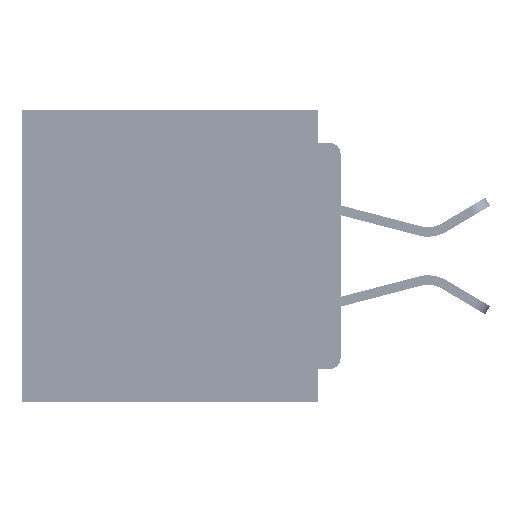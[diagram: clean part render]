
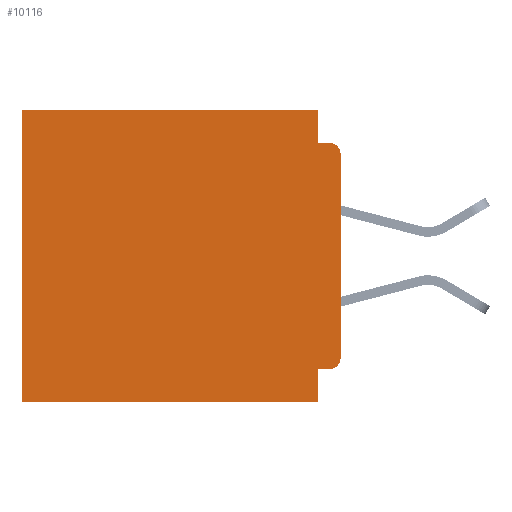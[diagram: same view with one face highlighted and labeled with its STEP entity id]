
A CAD part, left-side view. The second image highlights one B-rep face of the part: STEP entity #10116.
In plain terms, the highlighted planar face has unit normal (-1, 0, 0).
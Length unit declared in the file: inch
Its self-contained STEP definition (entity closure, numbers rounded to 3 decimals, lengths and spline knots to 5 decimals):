
#5063 = EDGE_CURVE ( 'NONE', #43494, #32876, #61936, .T. ) ;
#5794 = EDGE_CURVE ( 'NONE', #43494, #20217, #31354, .T. ) ;
#6838 = CARTESIAN_POINT ( 'NONE',  ( 0.3, 0.015, -0.06 ) ) ;
#7265 = LINE ( 'NONE', #49857, #59011 ) ;
#8307 = AXIS2_PLACEMENT_3D ( 'NONE', #53569, #23665, #58589 ) ;
#9038 = EDGE_LOOP ( 'NONE', ( #14916, #37602, #12223, #42396, #10197, #35809, #62260, #58056, #24885, #44166 ) ) ;
#10116 = ADVANCED_FACE ( 'NONE', ( #35652 ), #27470, .F. ) ;
#10197 = ORIENTED_EDGE ( 'NONE', *, *, #5063, .T. ) ;
#10336 = EDGE_CURVE ( 'NONE', #20217, #22800, #24649, .T. ) ;
#11783 = VERTEX_POINT ( 'NONE', #21004 ) ;
#12005 = DIRECTION ( 'NONE',  ( 0., 0., -1. ) ) ;
#12223 = ORIENTED_EDGE ( 'NONE', *, *, #10336, .F. ) ;
#12436 = CARTESIAN_POINT ( 'NONE',  ( 0.3, 0., -0.34 ) ) ;
#14916 = ORIENTED_EDGE ( 'NONE', *, *, #59808, .F. ) ;
#15455 = LINE ( 'NONE', #21478, #27157 ) ;
#17366 = CARTESIAN_POINT ( 'NONE',  ( 0.3, 0.031, 0. ) ) ;
#19754 = DIRECTION ( 'NONE',  ( 0., 0., -1. ) ) ;
#20217 = VERTEX_POINT ( 'NONE', #28032 ) ;
#21004 = CARTESIAN_POINT ( 'NONE',  ( 0.3, 0., -0.06 ) ) ;
#21038 = DIRECTION ( 'NONE',  ( 0., 0., -1. ) ) ;
#21478 = CARTESIAN_POINT ( 'NONE',  ( 0.3, 0., -0.355 ) ) ;
#22027 = CARTESIAN_POINT ( 'NONE',  ( 0.3, 0.015, -0.355 ) ) ;
#22233 = CARTESIAN_POINT ( 'NONE',  ( 0.3, 0.015, -0.045 ) ) ;
#22799 = CARTESIAN_POINT ( 'NONE',  ( 0.3, 0., -0.4 ) ) ;
#22800 = VERTEX_POINT ( 'NONE', #22233 ) ;
#23585 = EDGE_CURVE ( 'NONE', #36524, #44093, #56160, .T. ) ;
#23665 = DIRECTION ( 'NONE',  ( -1., 0., 0. ) ) ;
#24649 = LINE ( 'NONE', #53673, #26204 ) ;
#24885 = ORIENTED_EDGE ( 'NONE', *, *, #37594, .F. ) ;
#26204 = VECTOR ( 'NONE', #33836, 39.37008 ) ;
#26637 = EDGE_CURVE ( 'NONE', #44935, #50553, #7265, .T. ) ;
#27157 = VECTOR ( 'NONE', #36354, 39.37008 ) ;
#27470 = PLANE ( 'NONE',  #41597 ) ;
#27793 = DIRECTION ( 'NONE',  ( 0., 1., 0. ) ) ;
#28032 = CARTESIAN_POINT ( 'NONE',  ( 0.3, 0.031, -0.045 ) ) ;
#29224 = AXIS2_PLACEMENT_3D ( 'NONE', #6838, #41949, #12005 ) ;
#31117 = VECTOR ( 'NONE', #21038, 39.37008 ) ;
#31354 = LINE ( 'NONE', #17366, #43073 ) ;
#32174 = EDGE_CURVE ( 'NONE', #50553, #61028, #50433, .T. ) ;
#32506 = DIRECTION ( 'NONE',  ( 0., 0., -1. ) ) ;
#32876 = VERTEX_POINT ( 'NONE', #43219 ) ;
#33583 = CIRCLE ( 'NONE', #29224, 0.015 ) ;
#33836 = DIRECTION ( 'NONE',  ( 0., -1., 0. ) ) ;
#35652 = FACE_OUTER_BOUND ( 'NONE', #9038, .T. ) ;
#35809 = ORIENTED_EDGE ( 'NONE', *, *, #41891, .T. ) ;
#36354 = DIRECTION ( 'NONE',  ( 0., 1., 0. ) ) ;
#36524 = VERTEX_POINT ( 'NONE', #22027 ) ;
#36703 = CARTESIAN_POINT ( 'NONE',  ( 0.3, 0., 0. ) ) ;
#37152 = VECTOR ( 'NONE', #27793, 39.37008 ) ;
#37594 = EDGE_CURVE ( 'NONE', #36524, #44935, #15455, .T. ) ;
#37602 = ORIENTED_EDGE ( 'NONE', *, *, #58400, .T. ) ;
#39248 = VECTOR ( 'NONE', #19754, 39.37008 ) ;
#41597 = AXIS2_PLACEMENT_3D ( 'NONE', #52373, #62412, #32506 ) ;
#41891 = EDGE_CURVE ( 'NONE', #32876, #61028, #44718, .T. ) ;
#41949 = DIRECTION ( 'NONE',  ( -1., 0., 0. ) ) ;
#42396 = ORIENTED_EDGE ( 'NONE', *, *, #5794, .F. ) ;
#43073 = VECTOR ( 'NONE', #52310, 39.37008 ) ;
#43219 = CARTESIAN_POINT ( 'NONE',  ( 0.3, 0.437, 0. ) ) ;
#43494 = VERTEX_POINT ( 'NONE', #61885 ) ;
#44093 = VERTEX_POINT ( 'NONE', #12436 ) ;
#44166 = ORIENTED_EDGE ( 'NONE', *, *, #23585, .T. ) ;
#44718 = LINE ( 'NONE', #49632, #39248 ) ;
#44767 = CARTESIAN_POINT ( 'NONE',  ( 0.3, 0.031, -0.355 ) ) ;
#44935 = VERTEX_POINT ( 'NONE', #44767 ) ;
#45570 = VECTOR ( 'NONE', #46927, 39.37008 ) ;
#46927 = DIRECTION ( 'NONE',  ( 0., 1., 0. ) ) ;
#49632 = CARTESIAN_POINT ( 'NONE',  ( 0.3, 0.437, -0.4 ) ) ;
#49857 = CARTESIAN_POINT ( 'NONE',  ( 0.3, 0.031, -0.4 ) ) ;
#50433 = LINE ( 'NONE', #22799, #37152 ) ;
#50553 = VERTEX_POINT ( 'NONE', #50762 ) ;
#50762 = CARTESIAN_POINT ( 'NONE',  ( 0.3, 0.031, -0.4 ) ) ;
#50931 = CARTESIAN_POINT ( 'NONE',  ( 0.3, 0., -0.4 ) ) ;
#51438 = CARTESIAN_POINT ( 'NONE',  ( 0.3, 0.437, -0.4 ) ) ;
#52310 = DIRECTION ( 'NONE',  ( 0., 0., -1. ) ) ;
#52373 = CARTESIAN_POINT ( 'NONE',  ( 0.3, 0., -0.4 ) ) ;
#53569 = CARTESIAN_POINT ( 'NONE',  ( 0.3, 0.015, -0.34 ) ) ;
#53673 = CARTESIAN_POINT ( 'NONE',  ( 0.3, 0., -0.045 ) ) ;
#54579 = LINE ( 'NONE', #50931, #31117 ) ;
#56160 = CIRCLE ( 'NONE', #8307, 0.015 ) ;
#58056 = ORIENTED_EDGE ( 'NONE', *, *, #26637, .F. ) ;
#58400 = EDGE_CURVE ( 'NONE', #11783, #22800, #33583, .T. ) ;
#58589 = DIRECTION ( 'NONE',  ( 0., 0., -1. ) ) ;
#59011 = VECTOR ( 'NONE', #64930, 39.37008 ) ;
#59808 = EDGE_CURVE ( 'NONE', #11783, #44093, #54579, .T. ) ;
#61028 = VERTEX_POINT ( 'NONE', #51438 ) ;
#61885 = CARTESIAN_POINT ( 'NONE',  ( 0.3, 0.031, 0. ) ) ;
#61936 = LINE ( 'NONE', #36703, #45570 ) ;
#62260 = ORIENTED_EDGE ( 'NONE', *, *, #32174, .F. ) ;
#62412 = DIRECTION ( 'NONE',  ( 1., 0., 0. ) ) ;
#64930 = DIRECTION ( 'NONE',  ( 0., 0., -1. ) ) ;
